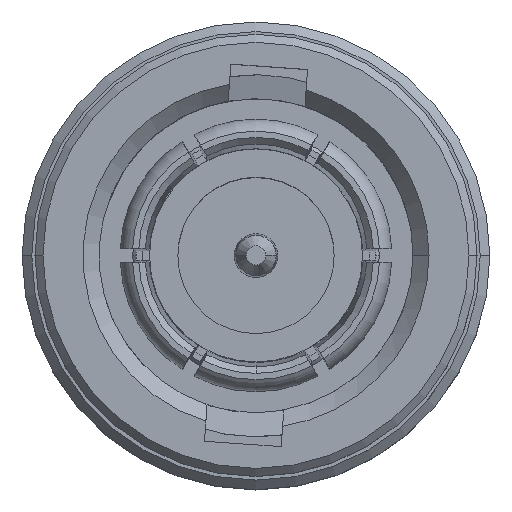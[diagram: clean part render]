
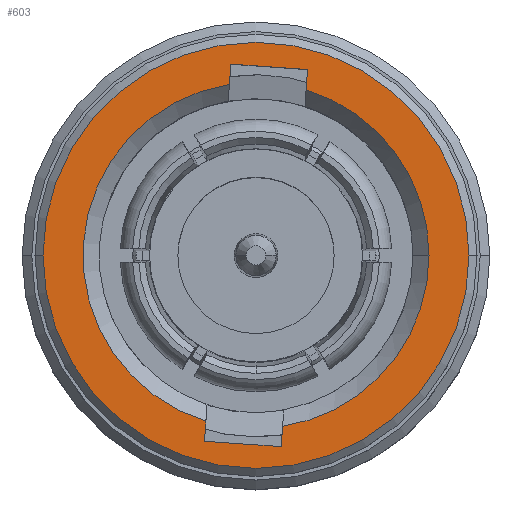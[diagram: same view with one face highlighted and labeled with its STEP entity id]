
A CAD part, top view. The second image highlights one B-rep face of the part: STEP entity #603.
In plain terms, the highlighted planar face has unit normal (0, 0, 1).
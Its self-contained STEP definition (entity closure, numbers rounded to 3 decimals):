
#45 = EDGE_CURVE ( 'NONE', #3871, #3794, #6950, .T. ) ;
#52 = EDGE_CURVE ( 'NONE', #3944, #3902, #7187, .T. ) ;
#304 = EDGE_LOOP ( 'NONE', ( #1015, #1222, #1053, #1060, #1025, #1020, #1139, #1031, #1233 ) ) ;
#603 = ADVANCED_FACE ( 'NONE', ( #5180, #5181 ), #5789, .F. ) ;
#732 = EDGE_CURVE ( 'NONE', #3832, #3871, #5586, .T. ) ;
#733 = EDGE_CURVE ( 'NONE', #3846, #3813, #5543, .T. ) ;
#734 = EDGE_CURVE ( 'NONE', #3784, #3832, #5323, .T. ) ;
#735 = EDGE_CURVE ( 'NONE', #3813, #3837, #5324, .T. ) ;
#736 = EDGE_CURVE ( 'NONE', #3837, #3784, #5325, .T. ) ;
#737 = EDGE_CURVE ( 'NONE', #3902, #3944, #5370, .T. ) ;
#739 = EDGE_CURVE ( 'NONE', #3967, #3894, #5327, .T. ) ;
#742 = EDGE_CURVE ( 'NONE', #3894, #3846, #5329, .T. ) ;
#750 = EDGE_CURVE ( 'NONE', #3794, #3967, #5332, .T. ) ;
#1015 = ORIENTED_EDGE ( 'NONE', *, *, #733, .F. ) ;
#1020 = ORIENTED_EDGE ( 'NONE', *, *, #732, .F. ) ;
#1021 = ORIENTED_EDGE ( 'NONE', *, *, #52, .T. ) ;
#1025 = ORIENTED_EDGE ( 'NONE', *, *, #45, .F. ) ;
#1031 = ORIENTED_EDGE ( 'NONE', *, *, #736, .F. ) ;
#1053 = ORIENTED_EDGE ( 'NONE', *, *, #739, .F. ) ;
#1060 = ORIENTED_EDGE ( 'NONE', *, *, #750, .F. ) ;
#1139 = ORIENTED_EDGE ( 'NONE', *, *, #734, .F. ) ;
#1222 = ORIENTED_EDGE ( 'NONE', *, *, #742, .F. ) ;
#1233 = ORIENTED_EDGE ( 'NONE', *, *, #735, .F. ) ;
#1248 = ORIENTED_EDGE ( 'NONE', *, *, #737, .T. ) ;
#1321 = DIRECTION ( 'NONE',  ( -1., 0., 0. ) ) ;
#1343 = DIRECTION ( 'NONE',  ( 0., 0., 1. ) ) ;
#1364 = CARTESIAN_POINT ( 'NONE',  ( 0., 0., 0.8 ) ) ;
#1369 = CARTESIAN_POINT ( 'NONE',  ( 0., 0., 0.8 ) ) ;
#1370 = DIRECTION ( 'NONE',  ( 1., 0., 0. ) ) ;
#1371 = DIRECTION ( 'NONE',  ( 0., 0., 1. ) ) ;
#3215 = CARTESIAN_POINT ( 'NONE',  ( -1.609, -5.802, 0.8 ) ) ;
#3223 = CARTESIAN_POINT ( 'NONE',  ( -0.83, 5.336, 0.8 ) ) ;
#3248 = CARTESIAN_POINT ( 'NONE',  ( 5.4, 0., 0.8 ) ) ;
#3264 = CARTESIAN_POINT ( 'NONE',  ( -0.786, 5.969, 0.8 ) ) ;
#3271 = CARTESIAN_POINT ( 'NONE',  ( -6.65, 0., 0.8 ) ) ;
#3309 = CARTESIAN_POINT ( 'NONE',  ( 6.65, 0., 0.8 ) ) ;
#3332 = CARTESIAN_POINT ( 'NONE',  ( 1.609, 5.802, 0.8 ) ) ;
#3585 = CARTESIAN_POINT ( 'NONE',  ( 0.786, -5.969, 0.8 ) ) ;
#3590 = CARTESIAN_POINT ( 'NONE',  ( 1.564, 5.168, 0.8 ) ) ;
#3614 = CARTESIAN_POINT ( 'NONE',  ( 0.83, -5.336, 0.8 ) ) ;
#3618 = CARTESIAN_POINT ( 'NONE',  ( -1.564, -5.168, 0.8 ) ) ;
#3784 = VERTEX_POINT ( 'NONE', #3585 ) ;
#3794 = VERTEX_POINT ( 'NONE', #3590 ) ;
#3813 = VERTEX_POINT ( 'NONE', #3618 ) ;
#3832 = VERTEX_POINT ( 'NONE', #3614 ) ;
#3837 = VERTEX_POINT ( 'NONE', #3215 ) ;
#3846 = VERTEX_POINT ( 'NONE', #3223 ) ;
#3871 = VERTEX_POINT ( 'NONE', #3248 ) ;
#3894 = VERTEX_POINT ( 'NONE', #3264 ) ;
#3902 = VERTEX_POINT ( 'NONE', #3271 ) ;
#3944 = VERTEX_POINT ( 'NONE', #3309 ) ;
#3967 = VERTEX_POINT ( 'NONE', #3332 ) ;
#4103 = AXIS2_PLACEMENT_3D ( 'NONE', #5787, #5788, #5785 ) ;
#4826 = EDGE_LOOP ( 'NONE', ( #1248, #1021 ) ) ;
#5180 = FACE_BOUND ( 'NONE', #304, .T. ) ;
#5181 = FACE_OUTER_BOUND ( 'NONE', #4826, .T. ) ;
#5323 = LINE ( 'NONE', #6499, #5616 ) ;
#5324 = LINE ( 'NONE', #6502, #5488 ) ;
#5325 = LINE ( 'NONE', #6588, #5513 ) ;
#5327 = LINE ( 'NONE', #6614, #5361 ) ;
#5329 = LINE ( 'NONE', #6625, #5598 ) ;
#5332 = LINE ( 'NONE', #6458, #5562 ) ;
#5361 = VECTOR ( 'NONE', #6592, 1000. ) ;
#5370 = CIRCLE ( 'NONE', #5542, 6.65 ) ;
#5488 = VECTOR ( 'NONE', #6503, 1000. ) ;
#5513 = VECTOR ( 'NONE', #6585, 1000. ) ;
#5542 = AXIS2_PLACEMENT_3D ( 'NONE', #6586, #6584, #6613 ) ;
#5543 = CIRCLE ( 'NONE', #5597, 5.4 ) ;
#5562 = VECTOR ( 'NONE', #6460, 1000. ) ;
#5586 = CIRCLE ( 'NONE', #5617, 5.4 ) ;
#5597 = AXIS2_PLACEMENT_3D ( 'NONE', #6504, #6496, #6497 ) ;
#5598 = VECTOR ( 'NONE', #6626, 1000. ) ;
#5616 = VECTOR ( 'NONE', #6501, 1000. ) ;
#5617 = AXIS2_PLACEMENT_3D ( 'NONE', #6510, #6511, #6509 ) ;
#5785 = DIRECTION ( 'NONE',  ( -1., 0., 0. ) ) ;
#5787 = CARTESIAN_POINT ( 'NONE',  ( 0., 0., 0.8 ) ) ;
#5788 = DIRECTION ( 'NONE',  ( 0., 0., -1. ) ) ;
#5789 = PLANE ( 'NONE',  #4103 ) ;
#6458 = CARTESIAN_POINT ( 'NONE',  ( 1.609, 5.802, 0.8 ) ) ;
#6460 = DIRECTION ( 'NONE',  ( 0.07, 0.998, 0. ) ) ;
#6496 = DIRECTION ( 'NONE',  ( 0., 0., 1. ) ) ;
#6497 = DIRECTION ( 'NONE',  ( 1., 0., 0. ) ) ;
#6499 = CARTESIAN_POINT ( 'NONE',  ( 0.866, -4.823, 0.8 ) ) ;
#6501 = DIRECTION ( 'NONE',  ( 0.07, 0.998, 0. ) ) ;
#6502 = CARTESIAN_POINT ( 'NONE',  ( -1.528, -4.656, 0.8 ) ) ;
#6503 = DIRECTION ( 'NONE',  ( -0.07, -0.998, 0. ) ) ;
#6504 = CARTESIAN_POINT ( 'NONE',  ( 0., 0., 0.8 ) ) ;
#6509 = DIRECTION ( 'NONE',  ( 1., 0., 0. ) ) ;
#6510 = CARTESIAN_POINT ( 'NONE',  ( 0., 0., 0.8 ) ) ;
#6511 = DIRECTION ( 'NONE',  ( 0., 0., 1. ) ) ;
#6584 = DIRECTION ( 'NONE',  ( 0., 0., 1. ) ) ;
#6585 = DIRECTION ( 'NONE',  ( 0.998, -0.07, 0. ) ) ;
#6586 = CARTESIAN_POINT ( 'NONE',  ( 0., 0., 0.8 ) ) ;
#6588 = CARTESIAN_POINT ( 'NONE',  ( -1.609, -5.802, 0.8 ) ) ;
#6592 = DIRECTION ( 'NONE',  ( -0.998, 0.07, 0. ) ) ;
#6613 = DIRECTION ( 'NONE',  ( -1., 0., 0. ) ) ;
#6614 = CARTESIAN_POINT ( 'NONE',  ( -0.786, 5.969, 0.8 ) ) ;
#6625 = CARTESIAN_POINT ( 'NONE',  ( -0.866, 4.823, 0.8 ) ) ;
#6626 = DIRECTION ( 'NONE',  ( -0.07, -0.998, 0. ) ) ;
#6950 = CIRCLE ( 'NONE', #6985, 5.4 ) ;
#6985 = AXIS2_PLACEMENT_3D ( 'NONE', #1369, #1343, #1370 ) ;
#7060 = AXIS2_PLACEMENT_3D ( 'NONE', #1364, #1371, #1321 ) ;
#7187 = CIRCLE ( 'NONE', #7060, 6.65 ) ;
